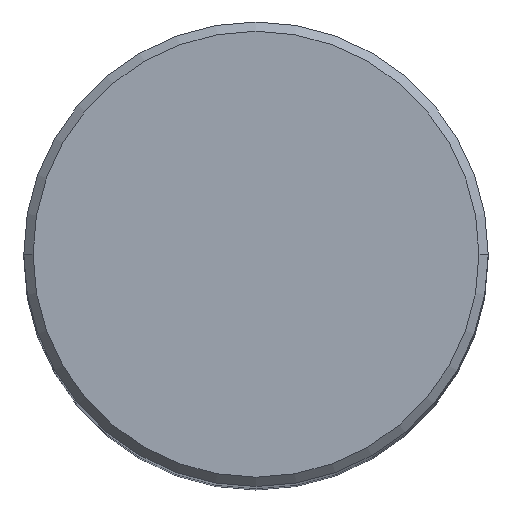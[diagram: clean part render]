
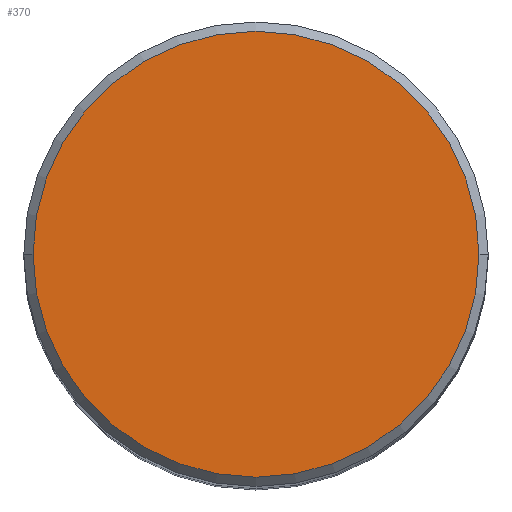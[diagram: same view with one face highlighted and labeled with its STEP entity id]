
A CAD part, top view. The second image highlights one B-rep face of the part: STEP entity #370.
In plain terms, the highlighted planar face has unit normal (0, 0, 1).
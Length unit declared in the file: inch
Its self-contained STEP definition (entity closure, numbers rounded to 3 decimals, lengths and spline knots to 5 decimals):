
#30 = VERTEX_POINT ( 'NONE', #333 ) ;
#38 = DIRECTION ( 'NONE',  ( 0., 0., 1. ) ) ;
#46 = CARTESIAN_POINT ( 'NONE',  ( 0., 0.48, 0. ) ) ;
#50 = DIRECTION ( 'NONE',  ( 0., 0., -1. ) ) ;
#63 = DIRECTION ( 'NONE',  ( 1., 0., 0. ) ) ;
#77 = AXIS2_PLACEMENT_3D ( 'NONE', #174, #372, #63 ) ;
#110 = CARTESIAN_POINT ( 'NONE',  ( 0.48, 0., 0. ) ) ;
#117 = AXIS2_PLACEMENT_3D ( 'NONE', #46, #50, #296 ) ;
#134 = EDGE_LOOP ( 'NONE', ( #358, #222 ) ) ;
#163 = AXIS2_PLACEMENT_3D ( 'NONE', #230, #38, #274 ) ;
#174 = CARTESIAN_POINT ( 'NONE',  ( 0., 0., 0. ) ) ;
#191 = FACE_OUTER_BOUND ( 'NONE', #134, .T. ) ;
#215 = EDGE_CURVE ( 'NONE', #30, #311, #308, .T. ) ;
#222 = ORIENTED_EDGE ( 'NONE', *, *, #330, .T. ) ;
#230 = CARTESIAN_POINT ( 'NONE',  ( 0., 0., 0. ) ) ;
#274 = DIRECTION ( 'NONE',  ( 1., 0., 0. ) ) ;
#296 = DIRECTION ( 'NONE',  ( -1., 0., 0. ) ) ;
#308 = CIRCLE ( 'NONE', #77, 0.48 ) ;
#311 = VERTEX_POINT ( 'NONE', #110 ) ;
#327 = PLANE ( 'NONE',  #117 ) ;
#330 = EDGE_CURVE ( 'NONE', #311, #30, #343, .T. ) ;
#333 = CARTESIAN_POINT ( 'NONE',  ( -0.48, 0., 0. ) ) ;
#343 = CIRCLE ( 'NONE', #163, 0.48 ) ;
#358 = ORIENTED_EDGE ( 'NONE', *, *, #215, .T. ) ;
#370 = ADVANCED_FACE ( 'NONE', ( #191 ), #327, .F. ) ;
#372 = DIRECTION ( 'NONE',  ( 0., 0., 1. ) ) ;
